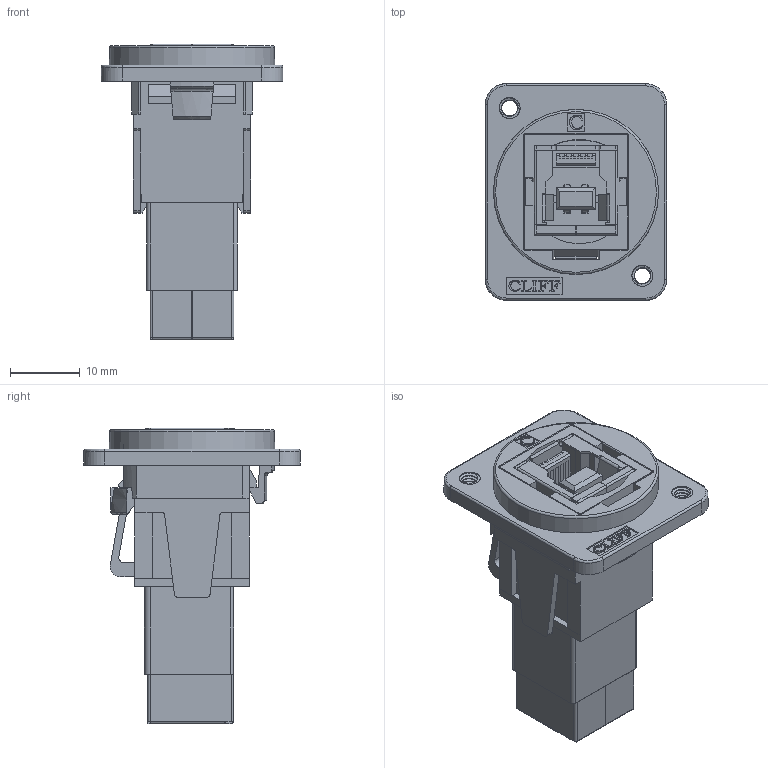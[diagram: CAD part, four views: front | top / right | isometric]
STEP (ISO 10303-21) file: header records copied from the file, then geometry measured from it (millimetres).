
FILE_DESCRIPTION(/* description */ (''),/* implementation_level */ '2;1');
FILE_NAME(/* name */ 'CP30204NM3 USB3 B-B M3.stp',/* time_stamp */ '2025-04-07T14:58:51+01:00',/* author */ ('tottley'),/* organization */ (''),/* preprocessor_version */ 'ST-DEVELOPER v20',/* originating_system */ 'Autodesk Inventor 2025',/* authorisation */ '');
FILE_SCHEMA (('AUTOMOTIVE_DESIGN { 1 0 10303 214 3 1 1 }'));
Products named in the file (1): CP30204N USB3 B-B
Bounding box: 26 x 31 x 42.3 mm (x, y, z)
Volume: 7668.9 mm3; surface area: 11938.8 mm2
Topology: 3 solids, 11 shells, 1737 faces, 5242 edges, 3338 vertices
Faces by surface type: plane 1417, cylinder 213, bspline 89, cone 10, torus 8
Full cylindrical faces by diameter (mm): 2.259 x2, 3 x4
Entity records: 64307 total; most frequent: CARTESIAN_POINT 15684, ORIENTED_EDGE 10484, DIRECTION 8801, EDGE_CURVE 5242, LINE 4545, VECTOR 4545, VERTEX_POINT 3338, AXIS2_PLACEMENT_3D 2128
